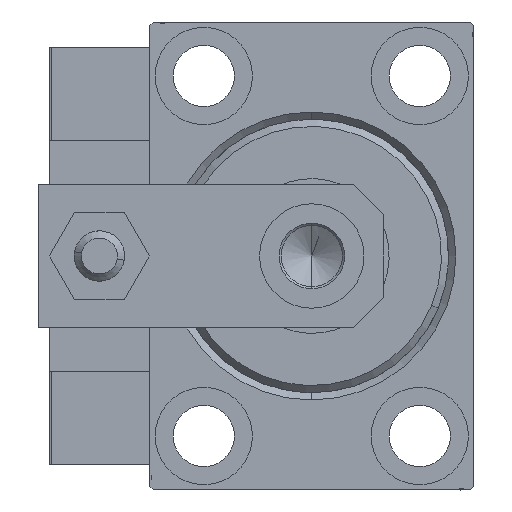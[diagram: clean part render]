
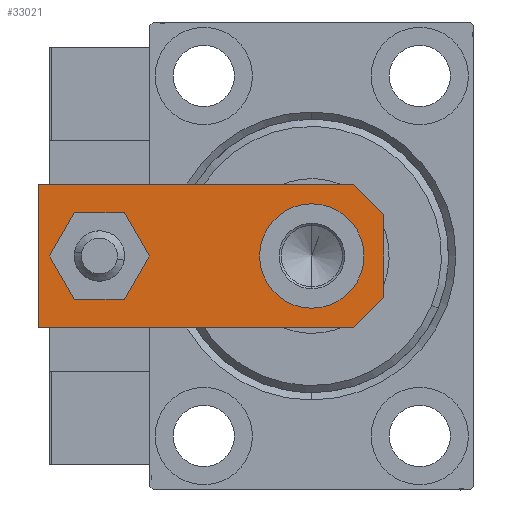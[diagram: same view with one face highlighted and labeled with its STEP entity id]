
A CAD part, left-side view. The second image highlights one B-rep face of the part: STEP entity #33021.
In plain terms, the highlighted face is planar.
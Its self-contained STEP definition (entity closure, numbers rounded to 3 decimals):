
#43 = LINE ( 'NONE', #3865, #25298 ) ;
#154 = PLANE ( 'NONE',  #27431 ) ;
#578 = EDGE_LOOP ( 'NONE', ( #50098, #6038, #16555, #35337, #34684, #50307 ) ) ;
#1605 = DIRECTION ( 'NONE',  ( -1., 0., 0. ) ) ;
#3865 = CARTESIAN_POINT ( 'NONE',  ( -10., 0., 6. ) ) ;
#6038 = ORIENTED_EDGE ( 'NONE', *, *, #35838, .T. ) ;
#7840 = EDGE_CURVE ( 'NONE', #46382, #8206, #15246, .T. ) ;
#8154 = ORIENTED_EDGE ( 'NONE', *, *, #14224, .F. ) ;
#8206 = VERTEX_POINT ( 'NONE', #49208 ) ;
#8743 = ORIENTED_EDGE ( 'NONE', *, *, #23976, .F. ) ;
#9134 = DIRECTION ( 'NONE',  ( 1., 0., 0. ) ) ;
#9357 = CIRCLE ( 'NONE', #19114, 7.25 ) ;
#9396 = DIRECTION ( 'NONE',  ( 0., 0., 1. ) ) ;
#9874 = CARTESIAN_POINT ( 'NONE',  ( 4., 39.5, 6. ) ) ;
#10322 = EDGE_CURVE ( 'NONE', #46179, #22546, #43, .T. ) ;
#10897 = DIRECTION ( 'NONE',  ( 0.707, 0.707, 0. ) ) ;
#11732 = EDGE_CURVE ( 'NONE', #22546, #47295, #38655, .T. ) ;
#12083 = VERTEX_POINT ( 'NONE', #40295 ) ;
#12146 = CIRCLE ( 'NONE', #41428, 7.25 ) ;
#13772 = EDGE_CURVE ( 'NONE', #41008, #18130, #24576, .T. ) ;
#14224 = EDGE_CURVE ( 'NONE', #18130, #41008, #48184, .T. ) ;
#14504 = ORIENTED_EDGE ( 'NONE', *, *, #13772, .F. ) ;
#14511 = CARTESIAN_POINT ( 'NONE',  ( 10., 48., 6. ) ) ;
#14638 = VECTOR ( 'NONE', #38941, 1000. ) ;
#15246 = LINE ( 'NONE', #42765, #14638 ) ;
#15459 = CARTESIAN_POINT ( 'NONE',  ( 2.88, -2.88, 6. ) ) ;
#16555 = ORIENTED_EDGE ( 'NONE', *, *, #10322, .T. ) ;
#17075 = DIRECTION ( 'NONE',  ( 1., 0., 0. ) ) ;
#18130 = VERTEX_POINT ( 'NONE', #20479 ) ;
#19114 = AXIS2_PLACEMENT_3D ( 'NONE', #46979, #23533, #19724 ) ;
#19724 = DIRECTION ( 'NONE',  ( 1., 0., 0. ) ) ;
#20062 = LINE ( 'NONE', #31016, #31376 ) ;
#20479 = CARTESIAN_POINT ( 'NONE',  ( -4., 39.5, 6. ) ) ;
#21057 = VERTEX_POINT ( 'NONE', #14511 ) ;
#21181 = CARTESIAN_POINT ( 'NONE',  ( 10., 48., 6. ) ) ;
#21443 = CARTESIAN_POINT ( 'NONE',  ( 10., 4.24, 6. ) ) ;
#21588 = CARTESIAN_POINT ( 'NONE',  ( 7.25, 10., 6. ) ) ;
#22157 = AXIS2_PLACEMENT_3D ( 'NONE', #44352, #44090, #17075 ) ;
#22546 = VERTEX_POINT ( 'NONE', #25095 ) ;
#23111 = EDGE_LOOP ( 'NONE', ( #8154, #14504 ) ) ;
#23533 = DIRECTION ( 'NONE',  ( 0., 0., 1. ) ) ;
#23976 = EDGE_CURVE ( 'NONE', #34907, #12083, #9357, .T. ) ;
#24116 = CARTESIAN_POINT ( 'NONE',  ( -5.76, 0., 6. ) ) ;
#24391 = CARTESIAN_POINT ( 'NONE',  ( 0., 39.5, 6. ) ) ;
#24576 = CIRCLE ( 'NONE', #22157, 4. ) ;
#25095 = CARTESIAN_POINT ( 'NONE',  ( 5.76, 0., 6. ) ) ;
#25298 = VECTOR ( 'NONE', #50201, 1000. ) ;
#25506 = LINE ( 'NONE', #21181, #41293 ) ;
#25966 = EDGE_CURVE ( 'NONE', #47295, #21057, #20062, .T. ) ;
#27431 = AXIS2_PLACEMENT_3D ( 'NONE', #47244, #34542, #42434 ) ;
#28398 = CARTESIAN_POINT ( 'NONE',  ( -2.88, -2.88, 6. ) ) ;
#28574 = VECTOR ( 'NONE', #10897, 1000. ) ;
#30737 = DIRECTION ( 'NONE',  ( 0., 0., 1. ) ) ;
#31016 = CARTESIAN_POINT ( 'NONE',  ( 10., 0., 6. ) ) ;
#31376 = VECTOR ( 'NONE', #34860, 1000. ) ;
#31895 = EDGE_CURVE ( 'NONE', #21057, #46382, #25506, .T. ) ;
#33021 = ADVANCED_FACE ( 'NONE', ( #38616, #39113, #35552 ), #154, .T. ) ;
#34081 = DIRECTION ( 'NONE',  ( 1., 0., 0. ) ) ;
#34542 = DIRECTION ( 'NONE',  ( 0., 0., 1. ) ) ;
#34684 = ORIENTED_EDGE ( 'NONE', *, *, #25966, .T. ) ;
#34860 = DIRECTION ( 'NONE',  ( 0., 1., 0. ) ) ;
#34907 = VERTEX_POINT ( 'NONE', #21588 ) ;
#35337 = ORIENTED_EDGE ( 'NONE', *, *, #11732, .T. ) ;
#35552 = FACE_BOUND ( 'NONE', #39749, .T. ) ;
#35838 = EDGE_CURVE ( 'NONE', #8206, #46179, #43193, .T. ) ;
#37618 = AXIS2_PLACEMENT_3D ( 'NONE', #24391, #9396, #9134 ) ;
#38616 = FACE_BOUND ( 'NONE', #23111, .T. ) ;
#38655 = LINE ( 'NONE', #15459, #28574 ) ;
#38941 = DIRECTION ( 'NONE',  ( 0., -1., 0. ) ) ;
#39113 = FACE_OUTER_BOUND ( 'NONE', #578, .T. ) ;
#39749 = EDGE_LOOP ( 'NONE', ( #47694, #8743 ) ) ;
#40295 = CARTESIAN_POINT ( 'NONE',  ( -7.25, 10., 6. ) ) ;
#40318 = EDGE_CURVE ( 'NONE', #12083, #34907, #12146, .T. ) ;
#41008 = VERTEX_POINT ( 'NONE', #9874 ) ;
#41293 = VECTOR ( 'NONE', #1605, 1000. ) ;
#41399 = VECTOR ( 'NONE', #47256, 1000. ) ;
#41428 = AXIS2_PLACEMENT_3D ( 'NONE', #45798, #30737, #34081 ) ;
#42434 = DIRECTION ( 'NONE',  ( 1., 0., 0. ) ) ;
#42765 = CARTESIAN_POINT ( 'NONE',  ( -10., 48., 6. ) ) ;
#43193 = LINE ( 'NONE', #28398, #41399 ) ;
#43812 = CARTESIAN_POINT ( 'NONE',  ( -10., 48., 6. ) ) ;
#44090 = DIRECTION ( 'NONE',  ( 0., 0., 1. ) ) ;
#44352 = CARTESIAN_POINT ( 'NONE',  ( 0., 39.5, 6. ) ) ;
#45798 = CARTESIAN_POINT ( 'NONE',  ( 0., 10., 6. ) ) ;
#46179 = VERTEX_POINT ( 'NONE', #24116 ) ;
#46382 = VERTEX_POINT ( 'NONE', #43812 ) ;
#46979 = CARTESIAN_POINT ( 'NONE',  ( 0., 10., 6. ) ) ;
#47244 = CARTESIAN_POINT ( 'NONE',  ( 0., 0., 6. ) ) ;
#47256 = DIRECTION ( 'NONE',  ( 0.707, -0.707, 0. ) ) ;
#47295 = VERTEX_POINT ( 'NONE', #21443 ) ;
#47694 = ORIENTED_EDGE ( 'NONE', *, *, #40318, .F. ) ;
#48184 = CIRCLE ( 'NONE', #37618, 4. ) ;
#49208 = CARTESIAN_POINT ( 'NONE',  ( -10., 4.24, 6. ) ) ;
#50098 = ORIENTED_EDGE ( 'NONE', *, *, #7840, .T. ) ;
#50201 = DIRECTION ( 'NONE',  ( 1., 0., 0. ) ) ;
#50307 = ORIENTED_EDGE ( 'NONE', *, *, #31895, .T. ) ;
